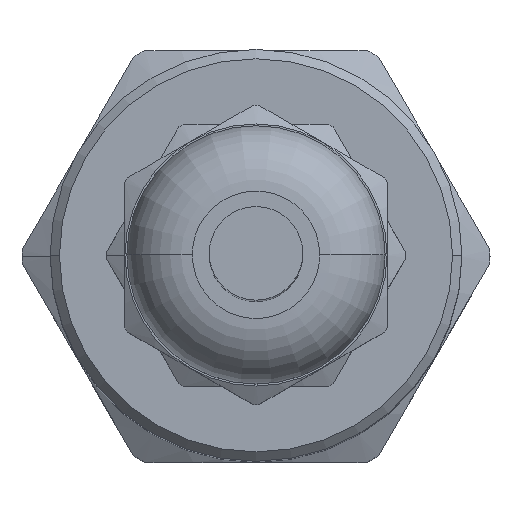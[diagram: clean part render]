
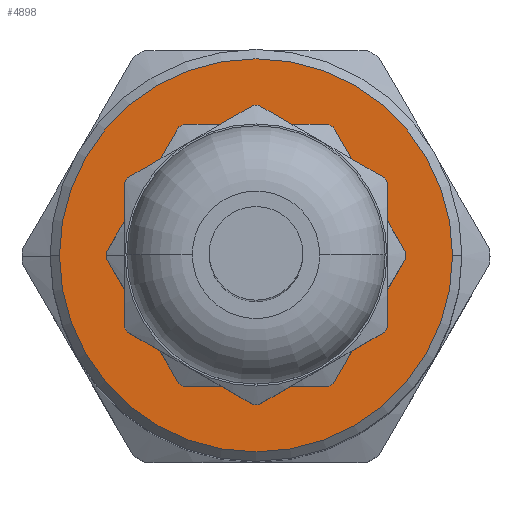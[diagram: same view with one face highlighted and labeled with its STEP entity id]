
A CAD part, top view. The second image highlights one B-rep face of the part: STEP entity #4898.
In plain terms, the highlighted face is planar.
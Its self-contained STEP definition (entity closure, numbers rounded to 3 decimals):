
#330 = VERTEX_POINT ( 'NONE', #8105 ) ;
#334 = CARTESIAN_POINT ( 'NONE',  ( 10.5, 1.5, 0. ) ) ;
#535 = CIRCLE ( 'NONE', #4367, 6. ) ;
#553 = CARTESIAN_POINT ( 'NONE',  ( 0., 1.5, 0. ) ) ;
#578 = EDGE_CURVE ( 'NONE', #2009, #5035, #6594, .T. ) ;
#626 = DIRECTION ( 'NONE',  ( 0., 1., 0. ) ) ;
#767 = CARTESIAN_POINT ( 'NONE',  ( 0., 1.5, 0. ) ) ;
#1043 = VERTEX_POINT ( 'NONE', #9390 ) ;
#1381 = FACE_BOUND ( 'NONE', #6104, .T. ) ;
#1481 = DIRECTION ( 'NONE',  ( 1., 0., 0. ) ) ;
#1922 = CIRCLE ( 'NONE', #2679, 10.5 ) ;
#2009 = VERTEX_POINT ( 'NONE', #334 ) ;
#2156 = DIRECTION ( 'NONE',  ( 0., 0., 1. ) ) ;
#2224 = DIRECTION ( 'NONE',  ( 0., -1., 0. ) ) ;
#2254 = CARTESIAN_POINT ( 'NONE',  ( 0., 1.5, 0. ) ) ;
#2679 = AXIS2_PLACEMENT_3D ( 'NONE', #9352, #8685, #5022 ) ;
#2860 = CIRCLE ( 'NONE', #8041, 6. ) ;
#3446 = EDGE_LOOP ( 'NONE', ( #4648, #4075 ) ) ;
#3797 = EDGE_CURVE ( 'NONE', #5035, #2009, #1922, .T. ) ;
#4075 = ORIENTED_EDGE ( 'NONE', *, *, #3797, .T. ) ;
#4367 = AXIS2_PLACEMENT_3D ( 'NONE', #767, #7345, #5085 ) ;
#4459 = FACE_OUTER_BOUND ( 'NONE', #3446, .T. ) ;
#4648 = ORIENTED_EDGE ( 'NONE', *, *, #578, .T. ) ;
#4898 = ADVANCED_FACE ( 'NONE', ( #1381, #4459 ), #6509, .T. ) ;
#4907 = EDGE_CURVE ( 'NONE', #330, #1043, #535, .T. ) ;
#5022 = DIRECTION ( 'NONE',  ( 1., 0., 0. ) ) ;
#5035 = VERTEX_POINT ( 'NONE', #7441 ) ;
#5085 = DIRECTION ( 'NONE',  ( 0., 0., 1. ) ) ;
#5275 = AXIS2_PLACEMENT_3D ( 'NONE', #8838, #9425, #2156 ) ;
#5660 = ORIENTED_EDGE ( 'NONE', *, *, #6366, .T. ) ;
#6104 = EDGE_LOOP ( 'NONE', ( #5660, #9290 ) ) ;
#6366 = EDGE_CURVE ( 'NONE', #1043, #330, #2860, .T. ) ;
#6509 = PLANE ( 'NONE',  #5275 ) ;
#6594 = CIRCLE ( 'NONE', #7953, 10.5 ) ;
#7144 = DIRECTION ( 'NONE',  ( 0., 0., 1. ) ) ;
#7345 = DIRECTION ( 'NONE',  ( 0., -1., 0. ) ) ;
#7441 = CARTESIAN_POINT ( 'NONE',  ( -10.5, 1.5, 0. ) ) ;
#7953 = AXIS2_PLACEMENT_3D ( 'NONE', #2254, #626, #1481 ) ;
#8041 = AXIS2_PLACEMENT_3D ( 'NONE', #553, #2224, #7144 ) ;
#8105 = CARTESIAN_POINT ( 'NONE',  ( 0., 1.5, -6. ) ) ;
#8685 = DIRECTION ( 'NONE',  ( 0., 1., 0. ) ) ;
#8838 = CARTESIAN_POINT ( 'NONE',  ( 0., 1.5, 0. ) ) ;
#9290 = ORIENTED_EDGE ( 'NONE', *, *, #4907, .T. ) ;
#9352 = CARTESIAN_POINT ( 'NONE',  ( 0., 1.5, 0. ) ) ;
#9390 = CARTESIAN_POINT ( 'NONE',  ( 0., 1.5, 6. ) ) ;
#9425 = DIRECTION ( 'NONE',  ( 0., 1., 0. ) ) ;
